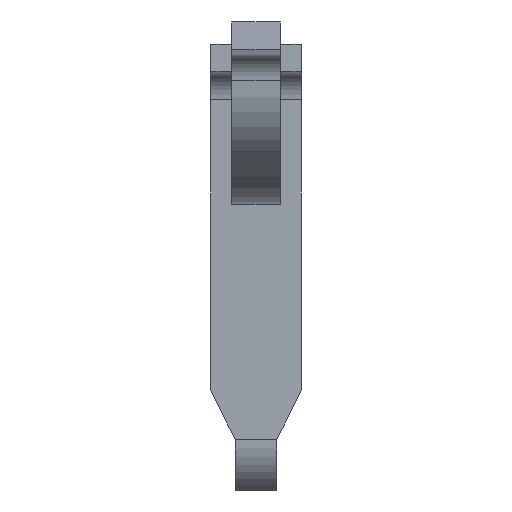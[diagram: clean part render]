
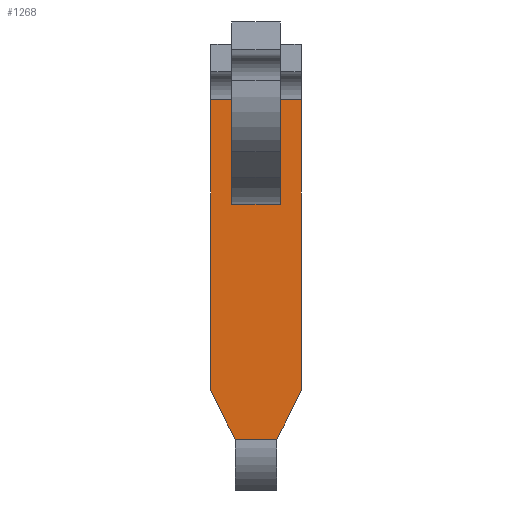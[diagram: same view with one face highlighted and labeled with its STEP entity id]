
A CAD part, front view. The second image highlights one B-rep face of the part: STEP entity #1268.
In plain terms, the highlighted planar face has unit normal (0, -1, 0).
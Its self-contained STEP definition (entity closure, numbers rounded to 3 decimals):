
#1014=CARTESIAN_POINT('',(-12.175,-0.55,-3.681));
#1015=VERTEX_POINT('',#1014);
#1033=CARTESIAN_POINT('',(-12.825,-0.55,-3.681));
#1034=VERTEX_POINT('',#1033);
#1042=CARTESIAN_POINT('',(-12.825,-0.55,-3.681));
#1043=DIRECTION('',(1.0,0.0,0.0));
#1044=VECTOR('',#1043,0.65);
#1045=LINE('',#1042,#1044);
#1046=EDGE_CURVE('',#1034,#1015,#1045,.T.);
#1109=CARTESIAN_POINT('',(-12.175,-0.55,-5.767));
#1110=VERTEX_POINT('',#1109);
#1111=CARTESIAN_POINT('',(-12.175,-0.55,-5.767));
#1112=DIRECTION('',(0.0,0.0,1.0));
#1113=VECTOR('',#1112,2.086);
#1114=LINE('',#1111,#1113);
#1115=EDGE_CURVE('',#1110,#1015,#1114,.T.);
#1149=CARTESIAN_POINT('',(-12.825,-0.55,-5.767));
#1150=VERTEX_POINT('',#1149);
#1157=CARTESIAN_POINT('',(-12.825,-0.55,-5.767));
#1158=DIRECTION('',(0.0,0.0,1.0));
#1159=VECTOR('',#1158,2.086);
#1160=LINE('',#1157,#1159);
#1161=EDGE_CURVE('',#1150,#1034,#1160,.T.);
#1183=CARTESIAN_POINT('',(-12.35,-0.55,-6.117));
#1184=VERTEX_POINT('',#1183);
#1185=CARTESIAN_POINT('',(-12.35,-0.55,-6.117));
#1186=DIRECTION('',(0.447,0.0,0.894));
#1187=VECTOR('',#1186,0.391);
#1188=LINE('',#1185,#1187);
#1189=EDGE_CURVE('',#1184,#1110,#1188,.T.);
#1213=CARTESIAN_POINT('',(-12.65,-0.55,-6.117));
#1214=VERTEX_POINT('',#1213);
#1221=CARTESIAN_POINT('',(-12.825,-0.55,-5.767));
#1222=DIRECTION('',(0.447,0.0,-0.894));
#1223=VECTOR('',#1222,0.391);
#1224=LINE('',#1221,#1223);
#1225=EDGE_CURVE('',#1150,#1214,#1224,.T.);
#1250=CARTESIAN_POINT('',(-12.5,-0.55,-5.907));
#1251=DIRECTION('',(0.0,1.0,0.0));
#1252=DIRECTION('',(0.0,0.0,1.0));
#1253=AXIS2_PLACEMENT_3D('',#1250,#1251,#1252);
#1254=PLANE('',#1253);
#1255=CARTESIAN_POINT('',(-12.65,-0.55,-6.117));
#1256=DIRECTION('',(1.0,0.0,0.0));
#1257=VECTOR('',#1256,0.3);
#1258=LINE('',#1255,#1257);
#1259=EDGE_CURVE('',#1214,#1184,#1258,.T.);
#1260=ORIENTED_EDGE('',*,*,#1259,.T.);
#1261=ORIENTED_EDGE('',*,*,#1189,.T.);
#1262=ORIENTED_EDGE('',*,*,#1115,.T.);
#1263=ORIENTED_EDGE('',*,*,#1046,.F.);
#1264=ORIENTED_EDGE('',*,*,#1161,.F.);
#1265=ORIENTED_EDGE('',*,*,#1225,.T.);
#1266=EDGE_LOOP('',(#1260,#1261,#1262,#1263,#1264,#1265));
#1267=FACE_OUTER_BOUND('',#1266,.T.);
#1268=ADVANCED_FACE('',(#1267),#1254,.F.);
